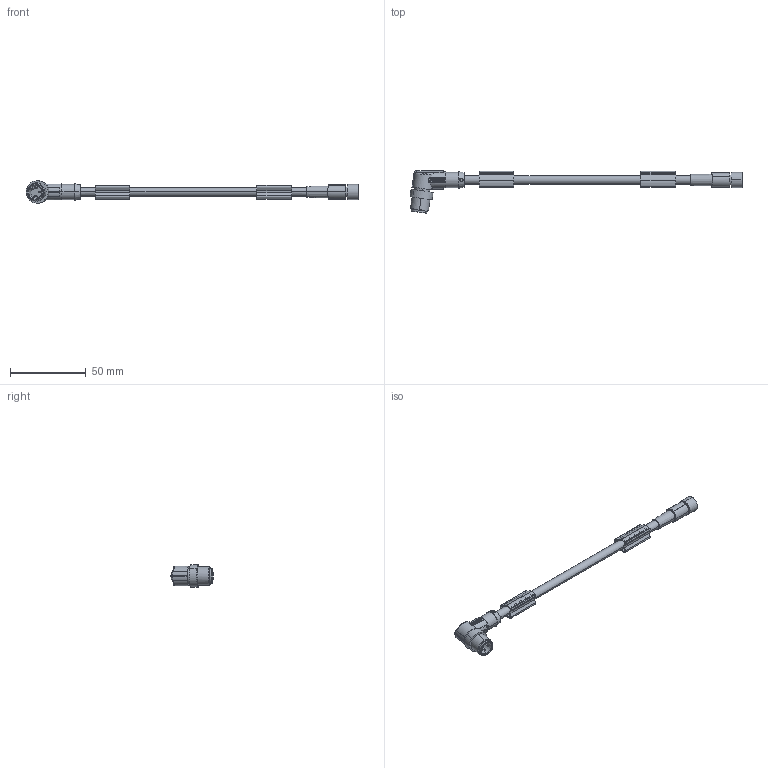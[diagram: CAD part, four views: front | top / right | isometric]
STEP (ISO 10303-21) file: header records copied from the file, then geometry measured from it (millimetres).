
FILE_DESCRIPTION(('SolidDesigner STEP Export'),'2;1');
FILE_NAME('1668881.stp','2011-12-08T 9:06:16',(''),(''),'CoCreate Modeling STEP processor for AP214 (Solid Model)','CoCreate Modeling 16.00A 16-Aug-2008 (C) Parametric Technology GmbH','');
FILE_SCHEMA(('AUTOMOTIVE_DESIGN { 1 0 10303 214 1 1 1 1 }'));
Length unit declared in the file: millimetre
Products named in the file (2): 1668881
Assembly tree (1 placements, depth 2):
  1668881
    1668881
Bounding box: 219.77 x 28.14 x 14.76 mm (x, y, z)
Volume: 11820.6 mm3; surface area: 9594.6 mm2
Topology: 1 solids, 1 shells, 599 faces, 1608 edges, 1073 vertices
Faces by surface type: plane 348, cylinder 142, extrusion 77, cone 21, torus 6, bspline 5
Entity records: 31379 total; most frequent: CARTESIAN_POINT 12346, ORIENTED_EDGE 3216, DIRECTION 2461, EDGE_CURVE 1608, VECTOR 1127, VERTEX_POINT 1073, LINE 1051, EDGE_LOOP 673
